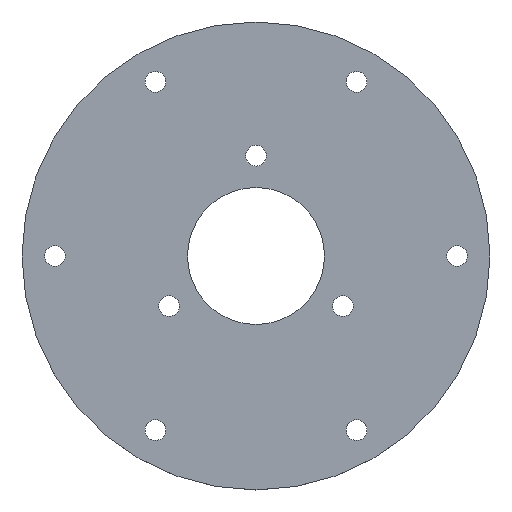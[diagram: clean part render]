
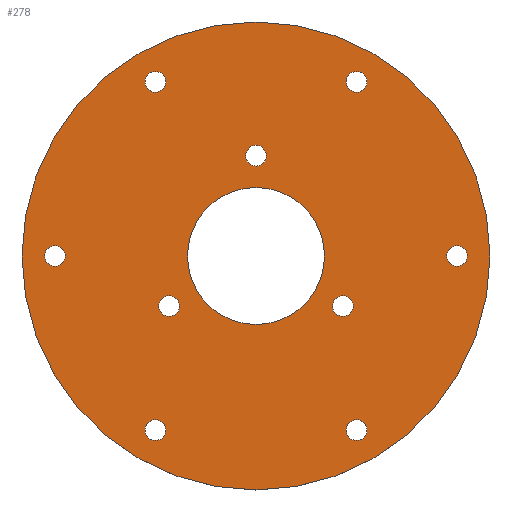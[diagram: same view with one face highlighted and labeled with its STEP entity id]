
A CAD part, top view. The second image highlights one B-rep face of the part: STEP entity #278.
In plain terms, the highlighted planar face has unit normal (0, 0, 1).
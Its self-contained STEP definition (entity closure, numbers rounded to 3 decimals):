
#23=FACE_BOUND('',#70,.T.);
#24=FACE_BOUND('',#71,.T.);
#25=FACE_BOUND('',#72,.T.);
#26=FACE_BOUND('',#73,.T.);
#27=FACE_BOUND('',#74,.T.);
#28=FACE_BOUND('',#75,.T.);
#29=FACE_BOUND('',#76,.T.);
#30=FACE_BOUND('',#77,.T.);
#31=FACE_BOUND('',#78,.T.);
#32=FACE_BOUND('',#79,.T.);
#43=PLANE('',#329);
#56=FACE_OUTER_BOUND('',#69,.T.);
#69=EDGE_LOOP('',(#234));
#70=EDGE_LOOP('',(#235));
#71=EDGE_LOOP('',(#236));
#72=EDGE_LOOP('',(#237));
#73=EDGE_LOOP('',(#238));
#74=EDGE_LOOP('',(#239));
#75=EDGE_LOOP('',(#240));
#76=EDGE_LOOP('',(#241));
#77=EDGE_LOOP('',(#242));
#78=EDGE_LOOP('',(#243));
#79=EDGE_LOOP('',(#244));
#113=CIRCLE('',#297,1.55);
#115=CIRCLE('',#300,10.25);
#117=CIRCLE('',#303,1.55);
#119=CIRCLE('',#306,1.55);
#121=CIRCLE('',#309,1.55);
#123=CIRCLE('',#312,1.55);
#125=CIRCLE('',#315,1.55);
#127=CIRCLE('',#318,1.55);
#129=CIRCLE('',#321,1.55);
#131=CIRCLE('',#324,1.55);
#133=CIRCLE('',#327,35.);
#135=VERTEX_POINT('',#428);
#137=VERTEX_POINT('',#434);
#139=VERTEX_POINT('',#440);
#141=VERTEX_POINT('',#446);
#143=VERTEX_POINT('',#452);
#145=VERTEX_POINT('',#458);
#147=VERTEX_POINT('',#464);
#149=VERTEX_POINT('',#470);
#151=VERTEX_POINT('',#476);
#153=VERTEX_POINT('',#482);
#155=VERTEX_POINT('',#488);
#157=EDGE_CURVE('',#135,#135,#113,.T.);
#160=EDGE_CURVE('',#137,#137,#115,.T.);
#163=EDGE_CURVE('',#139,#139,#117,.T.);
#166=EDGE_CURVE('',#141,#141,#119,.T.);
#169=EDGE_CURVE('',#143,#143,#121,.T.);
#172=EDGE_CURVE('',#145,#145,#123,.T.);
#175=EDGE_CURVE('',#147,#147,#125,.T.);
#178=EDGE_CURVE('',#149,#149,#127,.T.);
#181=EDGE_CURVE('',#151,#151,#129,.T.);
#184=EDGE_CURVE('',#153,#153,#131,.T.);
#187=EDGE_CURVE('',#155,#155,#133,.T.);
#234=ORIENTED_EDGE('',*,*,#187,.T.);
#235=ORIENTED_EDGE('',*,*,#166,.T.);
#236=ORIENTED_EDGE('',*,*,#163,.T.);
#237=ORIENTED_EDGE('',*,*,#160,.T.);
#238=ORIENTED_EDGE('',*,*,#157,.T.);
#239=ORIENTED_EDGE('',*,*,#184,.T.);
#240=ORIENTED_EDGE('',*,*,#181,.T.);
#241=ORIENTED_EDGE('',*,*,#178,.T.);
#242=ORIENTED_EDGE('',*,*,#175,.T.);
#243=ORIENTED_EDGE('',*,*,#172,.T.);
#244=ORIENTED_EDGE('',*,*,#169,.T.);
#278=ADVANCED_FACE('',(#56,#23,#24,#25,#26,#27,#28,#29,#30,#31,#32),#43,
 .T.);
#297=AXIS2_PLACEMENT_3D('',#429,#341,#342);
#300=AXIS2_PLACEMENT_3D('',#435,#348,#349);
#303=AXIS2_PLACEMENT_3D('',#441,#355,#356);
#306=AXIS2_PLACEMENT_3D('',#447,#362,#363);
#309=AXIS2_PLACEMENT_3D('',#453,#369,#370);
#312=AXIS2_PLACEMENT_3D('',#459,#376,#377);
#315=AXIS2_PLACEMENT_3D('',#465,#383,#384);
#318=AXIS2_PLACEMENT_3D('',#471,#390,#391);
#321=AXIS2_PLACEMENT_3D('',#477,#397,#398);
#324=AXIS2_PLACEMENT_3D('',#483,#404,#405);
#327=AXIS2_PLACEMENT_3D('',#489,#411,#412);
#329=AXIS2_PLACEMENT_3D('',#493,#416,#417);
#341=DIRECTION('center_axis',(0.,0.,-1.));
#342=DIRECTION('ref_axis',(1.,0.,0.));
#348=DIRECTION('center_axis',(0.,0.,-1.));
#349=DIRECTION('ref_axis',(1.,0.,0.));
#355=DIRECTION('center_axis',(0.,0.,-1.));
#356=DIRECTION('ref_axis',(1.,0.,0.));
#362=DIRECTION('center_axis',(0.,0.,-1.));
#363=DIRECTION('ref_axis',(1.,0.,0.));
#369=DIRECTION('center_axis',(0.,0.,-1.));
#370=DIRECTION('ref_axis',(1.,0.,0.));
#376=DIRECTION('center_axis',(0.,0.,-1.));
#377=DIRECTION('ref_axis',(1.,0.,0.));
#383=DIRECTION('center_axis',(0.,0.,-1.));
#384=DIRECTION('ref_axis',(1.,0.,0.));
#390=DIRECTION('center_axis',(0.,0.,-1.));
#391=DIRECTION('ref_axis',(1.,0.,0.));
#397=DIRECTION('center_axis',(0.,0.,-1.));
#398=DIRECTION('ref_axis',(1.,0.,0.));
#404=DIRECTION('center_axis',(0.,0.,-1.));
#405=DIRECTION('ref_axis',(1.,0.,0.));
#411=DIRECTION('center_axis',(0.,0.,1.));
#412=DIRECTION('ref_axis',(1.,0.,0.));
#416=DIRECTION('center_axis',(0.,0.,1.));
#417=DIRECTION('ref_axis',(1.,0.,0.));
#428=CARTESIAN_POINT('',(49.645,153.573,45.434));
#429=CARTESIAN_POINT('Origin',(51.195,153.573,45.434));
#434=CARTESIAN_POINT('',(40.945,138.573,45.434));
#435=CARTESIAN_POINT('Origin',(51.195,138.573,45.434));
#440=CARTESIAN_POINT('',(36.655,131.073,45.434));
#441=CARTESIAN_POINT('Origin',(38.205,131.073,45.434));
#446=CARTESIAN_POINT('',(62.635,131.073,45.434));
#447=CARTESIAN_POINT('Origin',(64.185,131.073,45.434));
#452=CARTESIAN_POINT('',(19.561,138.573,45.434));
#453=CARTESIAN_POINT('Origin',(21.111,138.573,45.434));
#458=CARTESIAN_POINT('',(34.603,112.519,45.434));
#459=CARTESIAN_POINT('Origin',(36.153,112.519,45.434));
#464=CARTESIAN_POINT('',(64.687,112.519,45.434));
#465=CARTESIAN_POINT('Origin',(66.237,112.519,45.434));
#470=CARTESIAN_POINT('',(79.73,138.573,45.434));
#471=CARTESIAN_POINT('Origin',(81.28,138.573,45.434));
#476=CARTESIAN_POINT('',(34.603,164.627,45.434));
#477=CARTESIAN_POINT('Origin',(36.153,164.627,45.434));
#482=CARTESIAN_POINT('',(64.687,164.627,45.434));
#483=CARTESIAN_POINT('Origin',(66.237,164.627,45.434));
#488=CARTESIAN_POINT('',(16.195,138.573,45.434));
#489=CARTESIAN_POINT('Origin',(51.195,138.573,45.434));
#493=CARTESIAN_POINT('Origin',(51.195,138.573,45.434));
